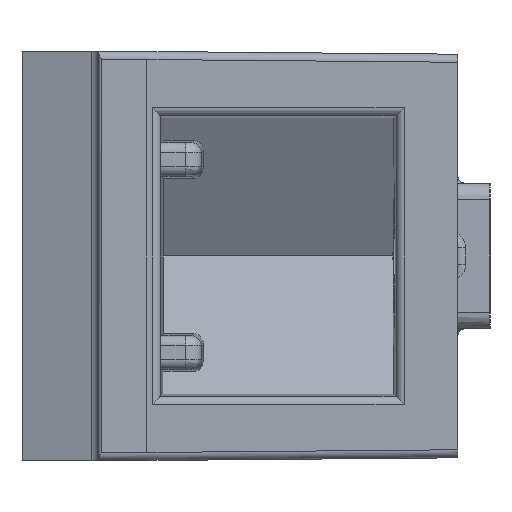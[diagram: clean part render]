
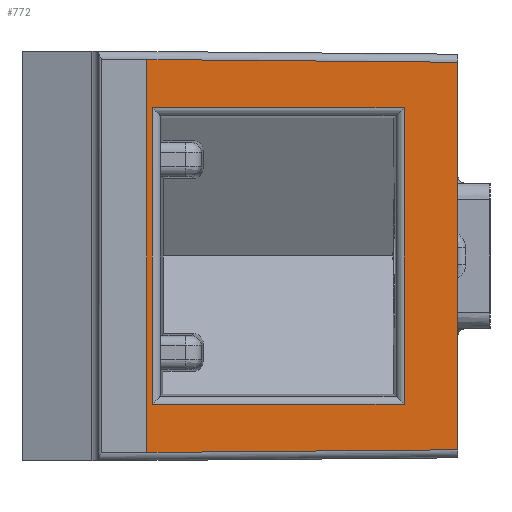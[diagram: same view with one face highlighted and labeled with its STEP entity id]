
A CAD part, left-side view. The second image highlights one B-rep face of the part: STEP entity #772.
In plain terms, the highlighted planar face has unit normal (-1, 0, 0).
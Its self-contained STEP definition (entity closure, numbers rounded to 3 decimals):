
#156 = CARTESIAN_POINT ( 'NONE',  ( -31.5, 9.65, 6.1 ) ) ;
#243 = VECTOR ( 'NONE', #6028, 1000. ) ;
#271 = CARTESIAN_POINT ( 'NONE',  ( -31.5, 9.65, -6.1 ) ) ;
#462 = LINE ( 'NONE', #9296, #10562 ) ;
#572 = CARTESIAN_POINT ( 'NONE',  ( -31.5, 9.652, 6.1 ) ) ;
#772 = ADVANCED_FACE ( 'NONE', ( #2502, #3153 ), #13426, .T. ) ;
#1134 = ORIENTED_EDGE ( 'NONE', *, *, #10274, .T. ) ;
#1247 = LINE ( 'NONE', #6937, #3736 ) ;
#1488 = CARTESIAN_POINT ( 'NONE',  ( -31.5, 0., -6.016 ) ) ;
#1641 = CARTESIAN_POINT ( 'NONE',  ( -31.5, 9.483, -4.608 ) ) ;
#1807 = DIRECTION ( 'NONE',  ( 0., -1., 0.009 ) ) ;
#1981 = EDGE_LOOP ( 'NONE', ( #5146, #5449, #10012, #6904 ) ) ;
#2087 = EDGE_CURVE ( 'NONE', #8870, #8834, #3112, .T. ) ;
#2239 = VERTEX_POINT ( 'NONE', #271 ) ;
#2351 = EDGE_CURVE ( 'NONE', #6883, #7785, #5747, .T. ) ;
#2489 = LINE ( 'NONE', #8884, #3143 ) ;
#2502 = FACE_BOUND ( 'NONE', #3525, .T. ) ;
#2684 = AXIS2_PLACEMENT_3D ( 'NONE', #6968, #13429, #13443 ) ;
#3112 = LINE ( 'NONE', #3500, #243 ) ;
#3143 = VECTOR ( 'NONE', #8413, 1000. ) ;
#3153 = FACE_OUTER_BOUND ( 'NONE', #1981, .T. ) ;
#3500 = CARTESIAN_POINT ( 'NONE',  ( -31.5, 9.236, -4.608 ) ) ;
#3525 = EDGE_LOOP ( 'NONE', ( #8291, #3749, #6620, #1134 ) ) ;
#3572 = LINE ( 'NONE', #8241, #3911 ) ;
#3674 = VECTOR ( 'NONE', #8281, 1000. ) ;
#3736 = VECTOR ( 'NONE', #6974, 1000. ) ;
#3749 = ORIENTED_EDGE ( 'NONE', *, *, #5636, .T. ) ;
#3911 = VECTOR ( 'NONE', #1807, 1000. ) ;
#4011 = EDGE_CURVE ( 'NONE', #7785, #2239, #2489, .T. ) ;
#4186 = CARTESIAN_POINT ( 'NONE',  ( -31.5, 1.667, -4.608 ) ) ;
#4621 = VERTEX_POINT ( 'NONE', #6697 ) ;
#4903 = LINE ( 'NONE', #10574, #7474 ) ;
#5146 = ORIENTED_EDGE ( 'NONE', *, *, #8103, .F. ) ;
#5354 = EDGE_CURVE ( 'NONE', #4621, #10921, #4903, .T. ) ;
#5449 = ORIENTED_EDGE ( 'NONE', *, *, #2351, .T. ) ;
#5636 = EDGE_CURVE ( 'NONE', #10921, #8870, #1247, .T. ) ;
#5747 = LINE ( 'NONE', #572, #13602 ) ;
#6028 = DIRECTION ( 'NONE',  ( 0., 1., 0. ) ) ;
#6534 = LINE ( 'NONE', #7924, #3674 ) ;
#6620 = ORIENTED_EDGE ( 'NONE', *, *, #2087, .T. ) ;
#6697 = CARTESIAN_POINT ( 'NONE',  ( -31.5, 9.483, 4.608 ) ) ;
#6883 = VERTEX_POINT ( 'NONE', #11054 ) ;
#6904 = ORIENTED_EDGE ( 'NONE', *, *, #12882, .T. ) ;
#6937 = CARTESIAN_POINT ( 'NONE',  ( -31.5, 1.667, 6.35 ) ) ;
#6968 = CARTESIAN_POINT ( 'NONE',  ( -31.5, 75.417, 6.35 ) ) ;
#6974 = DIRECTION ( 'NONE',  ( 0., 0., -1. ) ) ;
#7037 = CARTESIAN_POINT ( 'NONE',  ( -31.5, 1.667, 4.608 ) ) ;
#7474 = VECTOR ( 'NONE', #10513, 1000. ) ;
#7785 = VERTEX_POINT ( 'NONE', #156 ) ;
#7924 = CARTESIAN_POINT ( 'NONE',  ( -31.5, 0., 6.35 ) ) ;
#8103 = EDGE_CURVE ( 'NONE', #6883, #8636, #6534, .T. ) ;
#8241 = CARTESIAN_POINT ( 'NONE',  ( -31.5, 75.304, -6.673 ) ) ;
#8281 = DIRECTION ( 'NONE',  ( 0., 0., -1. ) ) ;
#8291 = ORIENTED_EDGE ( 'NONE', *, *, #5354, .T. ) ;
#8413 = DIRECTION ( 'NONE',  ( 0., 0., -1. ) ) ;
#8636 = VERTEX_POINT ( 'NONE', #1488 ) ;
#8834 = VERTEX_POINT ( 'NONE', #1641 ) ;
#8870 = VERTEX_POINT ( 'NONE', #4186 ) ;
#8884 = CARTESIAN_POINT ( 'NONE',  ( -31.5, 9.65, 6.35 ) ) ;
#9296 = CARTESIAN_POINT ( 'NONE',  ( -31.5, 9.483, 4.36 ) ) ;
#9339 = DIRECTION ( 'NONE',  ( 0., 1., 0.009 ) ) ;
#10012 = ORIENTED_EDGE ( 'NONE', *, *, #4011, .T. ) ;
#10274 = EDGE_CURVE ( 'NONE', #8834, #4621, #462, .T. ) ;
#10396 = DIRECTION ( 'NONE',  ( 0., 0., 1. ) ) ;
#10513 = DIRECTION ( 'NONE',  ( 0., -1., 0. ) ) ;
#10562 = VECTOR ( 'NONE', #10396, 1000. ) ;
#10574 = CARTESIAN_POINT ( 'NONE',  ( -31.5, 1.915, 4.608 ) ) ;
#10921 = VERTEX_POINT ( 'NONE', #7037 ) ;
#11054 = CARTESIAN_POINT ( 'NONE',  ( -31.5, 0., 6.016 ) ) ;
#12882 = EDGE_CURVE ( 'NONE', #2239, #8636, #3572, .T. ) ;
#13426 = PLANE ( 'NONE',  #2684 ) ;
#13429 = DIRECTION ( 'NONE',  ( -1., 0., 0. ) ) ;
#13443 = DIRECTION ( 'NONE',  ( 0., 0., 1. ) ) ;
#13602 = VECTOR ( 'NONE', #9339, 1000. ) ;
